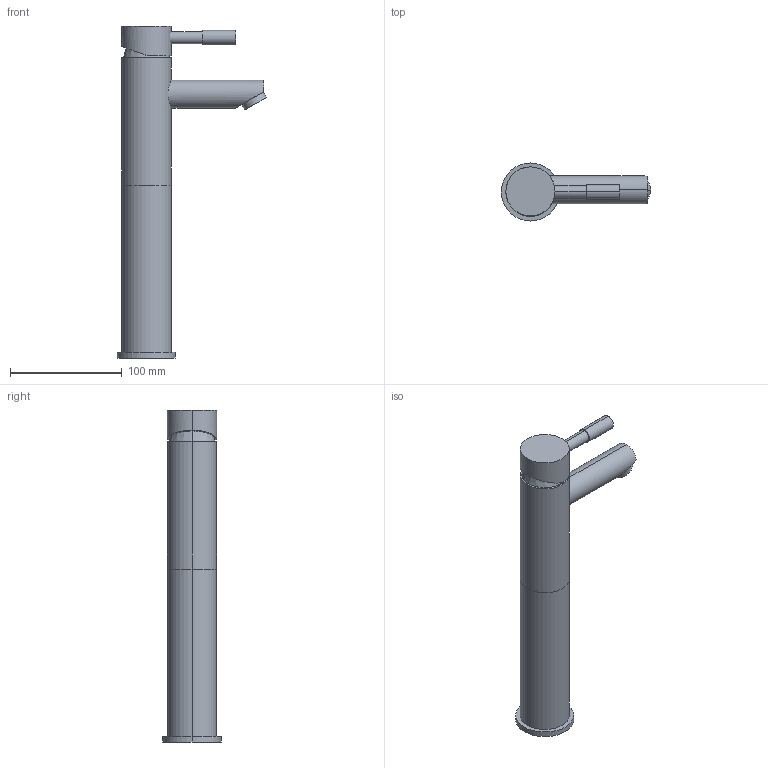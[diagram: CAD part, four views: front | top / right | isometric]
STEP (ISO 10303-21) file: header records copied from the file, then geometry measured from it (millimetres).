
FILE_DESCRIPTION (( 'STEP AP214' ), '1' );
FILE_NAME ('PA004_Step_v10822.STEP', '2022-08-16T13:37:38', ( '' ), ( '' ), 'SwSTEP 2.0', 'SolidWorks 2019', '' );
FILE_SCHEMA (( 'AUTOMOTIVE_DESIGN' ));
Length unit declared in the file: millimetre
Products named in the file (12): T8012L7.stp; T8012L10.stp; T8012L6.stp; T8012L.stp; T8012L8.stp; T8012L2.stp; T8012L1.stp; PA004_Step_v10822; T8012L5.stp; T8012L4.stp; T8012L9.stp; T8012L3.stp
Assembly tree (11 placements, depth 3):
  PA004_Step_v10822
    T8012L.stp
      T8012L1.stp
      T8012L2.stp
      T8012L3.stp
      T8012L4.stp
      T8012L5.stp
      T8012L6.stp
      T8012L7.stp
      T8012L8.stp
      T8012L9.stp
      T8012L10.stp
Bounding box: 133.62 x 52 x 297.5 mm (x, y, z)
Volume: 96789.4 mm3; surface area: 106594.9 mm2
Topology: 9 solids, 10 shells, 131 faces, 322 edges, 212 vertices
Faces by surface type: cylinder 72, plane 49, bspline 10
Entity records: 6074 total; most frequent: CARTESIAN_POINT 2458, DIRECTION 698, ORIENTED_EDGE 640, EDGE_CURVE 322, AXIS2_PLACEMENT_3D 275, VERTEX_POINT 212, EDGE_LOOP 148, LINE 148
